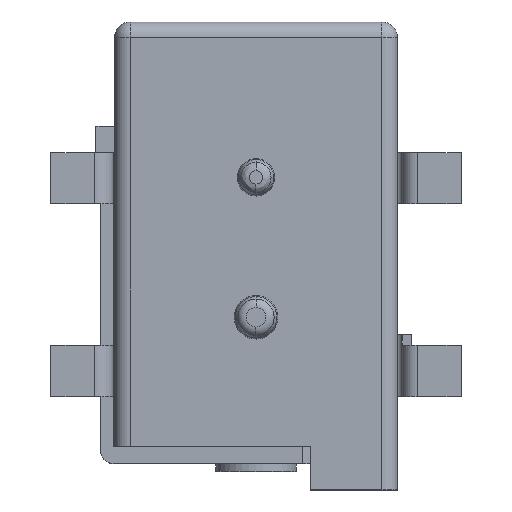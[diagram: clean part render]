
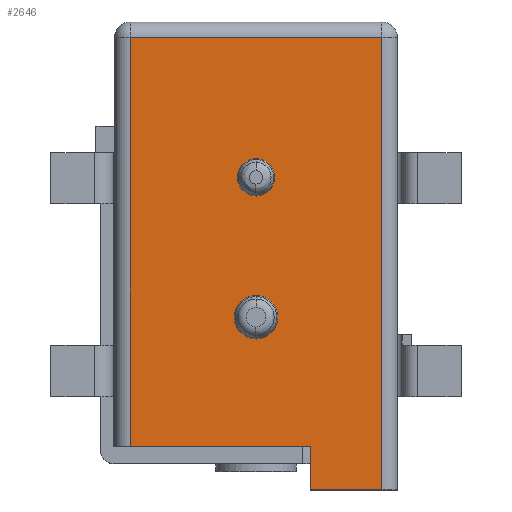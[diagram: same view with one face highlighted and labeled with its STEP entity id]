
A CAD part, top view. The second image highlights one B-rep face of the part: STEP entity #2646.
In plain terms, the highlighted planar face has unit normal (0, 0, 1).
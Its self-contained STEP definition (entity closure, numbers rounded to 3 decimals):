
#103=DIRECTION('',(-1.,0.,0.));
#104=VECTOR('',#103,5.8);
#105=CARTESIAN_POINT('',(1.75,-13.65,6.505));
#106=LINE('',#105,#104);
#702=DIRECTION('',(0.,-1.,0.));
#703=VECTOR('',#702,13.15);
#704=CARTESIAN_POINT('',(-4.05,-0.5,6.505));
#705=LINE('',#704,#703);
#706=DIRECTION('',(0.,-1.,0.));
#707=VECTOR('',#706,14.55);
#708=CARTESIAN_POINT('',(4.05,-0.5,6.505));
#709=LINE('',#708,#707);
#710=DIRECTION('',(1.,0.,0.));
#711=VECTOR('',#710,8.1);
#712=CARTESIAN_POINT('',(-4.05,-0.5,6.505));
#713=LINE('',#712,#711);
#714=CARTESIAN_POINT('',(0.,-5.,6.505));
#715=DIRECTION('',(0.,0.,1.));
#716=DIRECTION('',(0.,-1.,0.));
#717=AXIS2_PLACEMENT_3D('',#714,#715,#716);
#719=CARTESIAN_POINT('',(0.,-5.,6.505));
#720=DIRECTION('',(0.,0.,1.));
#721=DIRECTION('',(0.,1.,0.));
#722=AXIS2_PLACEMENT_3D('',#719,#720,#721);
#724=CARTESIAN_POINT('',(0.,-9.5,6.505));
#725=DIRECTION('',(0.,0.,1.));
#726=DIRECTION('',(0.,-1.,0.));
#727=AXIS2_PLACEMENT_3D('',#724,#725,#726);
#729=CARTESIAN_POINT('',(0.,-9.5,6.505));
#730=DIRECTION('',(0.,0.,1.));
#731=DIRECTION('',(0.,1.,0.));
#732=AXIS2_PLACEMENT_3D('',#729,#730,#731);
#746=DIRECTION('',(-1.,0.,0.));
#747=VECTOR('',#746,2.3);
#748=CARTESIAN_POINT('',(4.05,-15.05,6.505));
#749=LINE('',#748,#747);
#759=DIRECTION('',(0.,-1.,0.));
#760=VECTOR('',#759,1.4);
#761=CARTESIAN_POINT('',(1.75,-13.65,6.505));
#762=LINE('',#761,#760);
#1333=CARTESIAN_POINT('',(-4.05,-13.65,6.505));
#1335=VERTEX_POINT('',#1333);
#1340=CARTESIAN_POINT('',(-4.05,-0.5,6.505));
#1342=VERTEX_POINT('',#1340);
#1347=CARTESIAN_POINT('',(4.05,-0.5,6.505));
#1348=VERTEX_POINT('',#1347);
#1367=CARTESIAN_POINT('',(4.05,-15.05,6.505));
#1368=VERTEX_POINT('',#1367);
#1369=CARTESIAN_POINT('',(1.75,-15.05,6.505));
#1370=VERTEX_POINT('',#1369);
#1373=CARTESIAN_POINT('',(1.75,-13.65,6.505));
#1375=VERTEX_POINT('',#1373);
#1397=CARTESIAN_POINT('',(0.,-5.6,6.505));
#1398=CARTESIAN_POINT('',(0.,-4.4,6.505));
#1399=VERTEX_POINT('',#1397);
#1400=VERTEX_POINT('',#1398);
#1401=CARTESIAN_POINT('',(0.,-10.2,6.505));
#1402=CARTESIAN_POINT('',(0.,-8.8,6.505));
#1403=VERTEX_POINT('',#1401);
#1404=VERTEX_POINT('',#1402);
#2619=CARTESIAN_POINT('',(-4.05,0.,6.505));
#2620=DIRECTION('',(0.,0.,1.));
#2621=DIRECTION('',(1.,0.,0.));
#2622=AXIS2_PLACEMENT_3D('',#2619,#2620,#2621);
#2623=PLANE('',#2622);
#2624=ORIENTED_EDGE('',*,*,#1724,.T.);
#2626=ORIENTED_EDGE('',*,*,#2625,.T.);
#2628=ORIENTED_EDGE('',*,*,#2627,.F.);
#2629=ORIENTED_EDGE('',*,*,#1786,.T.);
#2630=ORIENTED_EDGE('',*,*,#2612,.F.);
#2631=ORIENTED_EDGE('',*,*,#1695,.T.);
#2632=EDGE_LOOP('',(#2624,#2626,#2628,#2629,#2630,#2631));
#2633=FACE_OUTER_BOUND('',#2632,.F.);
#2635=ORIENTED_EDGE('',*,*,#2634,.T.);
#2637=ORIENTED_EDGE('',*,*,#2636,.T.);
#2638=EDGE_LOOP('',(#2635,#2637));
#2639=FACE_BOUND('',#2638,.F.);
#2641=ORIENTED_EDGE('',*,*,#2640,.T.);
#2643=ORIENTED_EDGE('',*,*,#2642,.T.);
#2644=EDGE_LOOP('',(#2641,#2643));
#2645=FACE_BOUND('',#2644,.F.);
#718=CIRCLE('',#717,0.6);
#723=CIRCLE('',#722,0.6);
#728=CIRCLE('',#727,0.7);
#733=CIRCLE('',#732,0.7);
#1695=EDGE_CURVE('',#1342,#1348,#713,.T.);
#1724=EDGE_CURVE('',#1348,#1368,#709,.T.);
#1786=EDGE_CURVE('',#1375,#1335,#106,.T.);
#2612=EDGE_CURVE('',#1342,#1335,#705,.T.);
#2625=EDGE_CURVE('',#1368,#1370,#749,.T.);
#2627=EDGE_CURVE('',#1375,#1370,#762,.T.);
#2634=EDGE_CURVE('',#1399,#1400,#718,.T.);
#2636=EDGE_CURVE('',#1400,#1399,#723,.T.);
#2640=EDGE_CURVE('',#1403,#1404,#728,.T.);
#2642=EDGE_CURVE('',#1404,#1403,#733,.T.);
#2646=ADVANCED_FACE('',(#2633,#2639,#2645),#2623,.T.);
